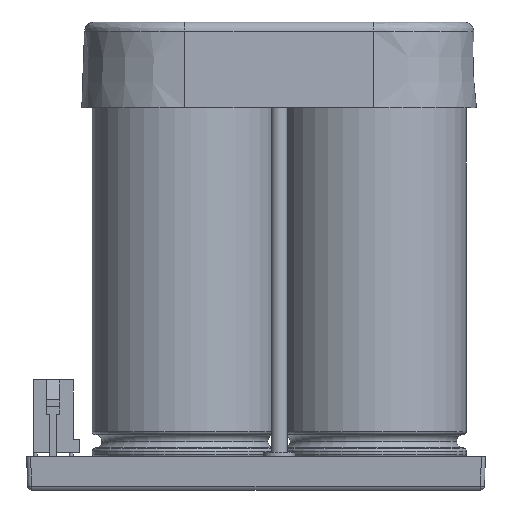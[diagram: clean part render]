
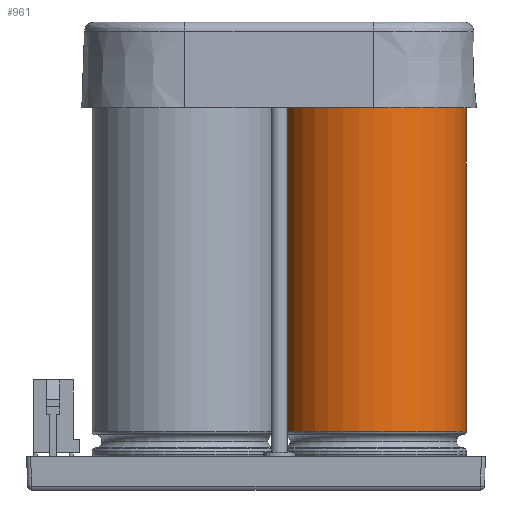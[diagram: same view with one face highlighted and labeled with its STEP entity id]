
A CAD part, front view. The second image highlights one B-rep face of the part: STEP entity #961.
In plain terms, the highlighted cylindrical face has radius 17.75 mm (diameter 35.5 mm), a partial arc.
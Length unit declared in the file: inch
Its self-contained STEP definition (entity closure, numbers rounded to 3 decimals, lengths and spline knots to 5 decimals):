
#961 = ADVANCED_FACE ( 'NONE', ( #17024 ), #17027, .T. ) ;
#1165 = EDGE_CURVE ( 'NONE', #1829, #1828, #19167, .T. ) ;
#1169 = EDGE_CURVE ( 'NONE', #1832, #1829, #17298, .T. ) ;
#1170 = EDGE_CURVE ( 'NONE', #1831, #1832, #15828, .T. ) ;
#1171 = EDGE_CURVE ( 'NONE', #1831, #1828, #17299, .T. ) ;
#1828 = VERTEX_POINT ( 'NONE', #18959 ) ;
#1829 = VERTEX_POINT ( 'NONE', #18960 ) ;
#1831 = VERTEX_POINT ( 'NONE', #18962 ) ;
#1832 = VERTEX_POINT ( 'NONE', #18963 ) ;
#2709 = ORIENTED_EDGE ( 'NONE', *, *, #1170, .T. ) ;
#2711 = ORIENTED_EDGE ( 'NONE', *, *, #1165, .T. ) ;
#2712 = ORIENTED_EDGE ( 'NONE', *, *, #1169, .T. ) ;
#2713 = ORIENTED_EDGE ( 'NONE', *, *, #1171, .F. ) ;
#15266 = AXIS2_PLACEMENT_3D ( 'NONE', #16000, #16001, #16002 ) ;
#15813 = AXIS2_PLACEMENT_3D ( 'NONE', #18455, #18456, #18457 ) ;
#15828 = CIRCLE ( 'NONE', #15813, 0.69882 ) ;
#16000 = CARTESIAN_POINT ( 'NONE',  ( 0.8825, 0., 3.39791 ) ) ;
#16001 = DIRECTION ( 'NONE',  ( 0., 0., -1. ) ) ;
#16002 = DIRECTION ( 'NONE',  ( 1., 0.017, 0. ) ) ;
#17024 = FACE_OUTER_BOUND ( 'NONE', #29036, .T. ) ;
#17027 = CYLINDRICAL_SURFACE ( 'NONE', #15266, 0.69882 ) ;
#17298 = LINE ( 'NONE', #18453, #19176 ) ;
#17299 = LINE ( 'NONE', #18458, #19178 ) ;
#18434 = CARTESIAN_POINT ( 'NONE',  ( 0.8825, 0., 0.43902 ) ) ;
#18435 = DIRECTION ( 'NONE',  ( 0., 0., 1. ) ) ;
#18436 = DIRECTION ( 'NONE',  ( -1., -0.017, 0. ) ) ;
#18453 = CARTESIAN_POINT ( 'NONE',  ( 0.18378, -0.0119, 3.39791 ) ) ;
#18454 = DIRECTION ( 'NONE',  ( 0., 0., -1. ) ) ;
#18455 = CARTESIAN_POINT ( 'NONE',  ( 0.8825, 0., 3.37823 ) ) ;
#18456 = DIRECTION ( 'NONE',  ( 0., 0., -1. ) ) ;
#18457 = DIRECTION ( 'NONE',  ( -1., -0.017, 0. ) ) ;
#18458 = CARTESIAN_POINT ( 'NONE',  ( 1.58122, 0.0119, 3.39791 ) ) ;
#18459 = DIRECTION ( 'NONE',  ( 0., 0., -1. ) ) ;
#18959 = CARTESIAN_POINT ( 'NONE',  ( 1.58122, 0.0119, 0.43902 ) ) ;
#18960 = CARTESIAN_POINT ( 'NONE',  ( 0.18378, -0.0119, 0.43902 ) ) ;
#18962 = CARTESIAN_POINT ( 'NONE',  ( 1.58122, 0.0119, 3.37823 ) ) ;
#18963 = CARTESIAN_POINT ( 'NONE',  ( 0.18378, -0.0119, 3.37823 ) ) ;
#19167 = CIRCLE ( 'NONE', #19169, 0.69882 ) ;
#19169 = AXIS2_PLACEMENT_3D ( 'NONE', #18434, #18435, #18436 ) ;
#19176 = VECTOR ( 'NONE', #18454, 39.37008 ) ;
#19178 = VECTOR ( 'NONE', #18459, 39.37008 ) ;
#29036 = EDGE_LOOP ( 'NONE', ( #2709, #2712, #2711, #2713 ) ) ;
